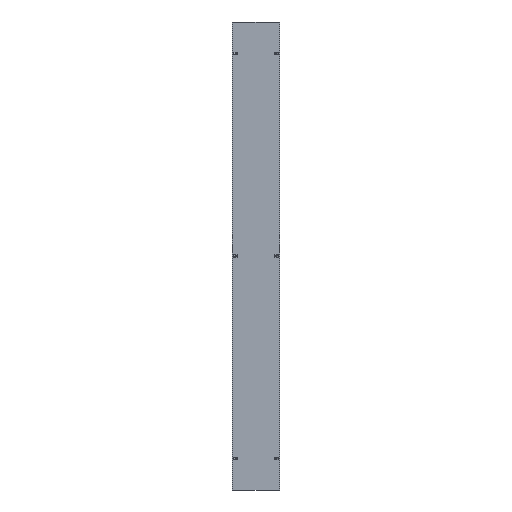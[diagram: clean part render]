
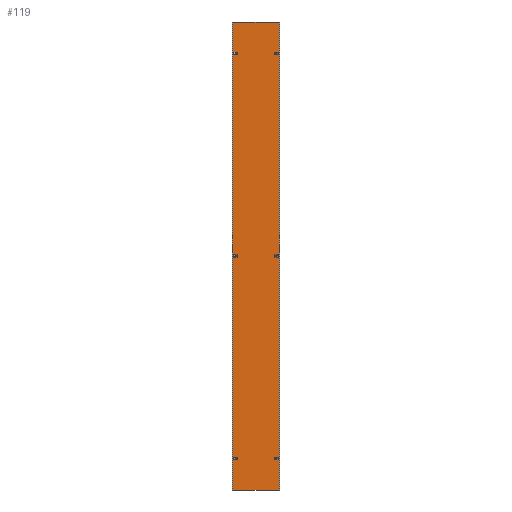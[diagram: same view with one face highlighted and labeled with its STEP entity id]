
A CAD part, front view. The second image highlights one B-rep face of the part: STEP entity #119.
In plain terms, the highlighted planar face has unit normal (0, -1, 0).
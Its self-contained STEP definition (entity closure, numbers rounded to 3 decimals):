
#75=FACE_BOUND('',#1480,.T.);
#76=FACE_BOUND('',#1481,.T.);
#77=FACE_BOUND('',#1482,.T.);
#78=FACE_BOUND('',#1483,.T.);
#79=FACE_BOUND('',#1484,.T.);
#80=FACE_BOUND('',#1485,.T.);
#119=ADVANCED_FACE('',(#799,#75,#76,#77,#78,#79,#80),#11376,.T.);
#799=FACE_OUTER_BOUND('',#1479,.T.);
#1479=EDGE_LOOP('',(#2223,#2224,#2225,#2226));
#1480=EDGE_LOOP('',(#2227,#2228));
#1481=EDGE_LOOP('',(#2229,#2230));
#1482=EDGE_LOOP('',(#2231,#2232));
#1483=EDGE_LOOP('',(#2233,#2234));
#1484=EDGE_LOOP('',(#2235,#2236));
#1485=EDGE_LOOP('',(#2237,#2238));
#2223=ORIENTED_EDGE('',*,*,#5993,.T.);
#2224=ORIENTED_EDGE('',*,*,#5980,.F.);
#2225=ORIENTED_EDGE('',*,*,#5994,.T.);
#2226=ORIENTED_EDGE('',*,*,#5991,.F.);
#2227=ORIENTED_EDGE('',*,*,#6016,.T.);
#2228=ORIENTED_EDGE('',*,*,#6011,.T.);
#2229=ORIENTED_EDGE('',*,*,#6032,.T.);
#2230=ORIENTED_EDGE('',*,*,#6035,.T.);
#2231=ORIENTED_EDGE('',*,*,#6006,.T.);
#2232=ORIENTED_EDGE('',*,*,#5995,.T.);
#2233=ORIENTED_EDGE('',*,*,#6027,.T.);
#2234=ORIENTED_EDGE('',*,*,#6029,.T.);
#2235=ORIENTED_EDGE('',*,*,#6002,.T.);
#2236=ORIENTED_EDGE('',*,*,#6004,.T.);
#2237=ORIENTED_EDGE('',*,*,#6021,.T.);
#2238=ORIENTED_EDGE('',*,*,#6026,.T.);
#5980=EDGE_CURVE('',#9773,#9762,#7873,.T.);
#5991=EDGE_CURVE('',#9784,#9785,#7881,.T.);
#5993=EDGE_CURVE('',#9784,#9762,#7882,.T.);
#5994=EDGE_CURVE('',#9773,#9785,#7883,.T.);
#5995=EDGE_CURVE('',#9790,#9791,#8564,.T.);
#6002=EDGE_CURVE('',#9795,#9794,#8569,.T.);
#6004=EDGE_CURVE('',#9794,#9795,#8571,.T.);
#6006=EDGE_CURVE('',#9791,#9790,#8573,.T.);
#6011=EDGE_CURVE('',#9786,#9787,#8578,.T.);
#6016=EDGE_CURVE('',#9787,#9786,#8583,.T.);
#6021=EDGE_CURVE('',#9797,#9796,#8584,.T.);
#6026=EDGE_CURVE('',#9796,#9797,#8589,.T.);
#6027=EDGE_CURVE('',#9793,#9792,#8590,.T.);
#6029=EDGE_CURVE('',#9792,#9793,#8592,.T.);
#6032=EDGE_CURVE('',#9789,#9788,#8595,.T.);
#6035=EDGE_CURVE('',#9788,#9789,#8598,.T.);
#7873=B_SPLINE_CURVE_WITH_KNOTS('',1,(#12693,#12694),.UNSPECIFIED.,.F.,
 .F.,(2,2),(-198.,0.),.UNSPECIFIED.);
#7881=B_SPLINE_CURVE_WITH_KNOTS('',1,(#12718,#12719),.UNSPECIFIED.,.F.,
 .F.,(2,2),(0.,198.),.UNSPECIFIED.);
#7882=B_SPLINE_CURVE_WITH_KNOTS('',1,(#12723,#12724),.UNSPECIFIED.,.F.,
 .F.,(2,2),(-3000.,0.),.UNSPECIFIED.);
#7883=B_SPLINE_CURVE_WITH_KNOTS('',1,(#12725,#12726),.UNSPECIFIED.,.F.,
 .F.,(2,2),(0.,3000.),.UNSPECIFIED.);
#8564=(
BOUNDED_CURVE()
B_SPLINE_CURVE(2,(#12727,#12728,#12729,#12730,#12731),.UNSPECIFIED.,.F.,
 .F.)
B_SPLINE_CURVE_WITH_KNOTS((3,2,3),(0.,9.66,19.321),
 .UNSPECIFIED.)
CURVE()
GEOMETRIC_REPRESENTATION_ITEM()
RATIONAL_B_SPLINE_CURVE((1.,0.707,1.,0.707,1.))
REPRESENTATION_ITEM('')
);
#8569=(
BOUNDED_CURVE()
B_SPLINE_CURVE(2,(#12753,#12754,#12755,#12756,#12757),.UNSPECIFIED.,.F.,
 .F.)
B_SPLINE_CURVE_WITH_KNOTS((3,2,3),(-19.321,-9.66,
0.),.UNSPECIFIED.)
CURVE()
GEOMETRIC_REPRESENTATION_ITEM()
RATIONAL_B_SPLINE_CURVE((1.,0.707,1.,0.707,1.))
REPRESENTATION_ITEM('')
);
#8571=(
BOUNDED_CURVE()
B_SPLINE_CURVE(2,(#12760,#12761,#12762,#12763,#12764),.UNSPECIFIED.,.F.,
 .F.)
B_SPLINE_CURVE_WITH_KNOTS((3,2,3),(-19.321,-9.66,
0.),.UNSPECIFIED.)
CURVE()
GEOMETRIC_REPRESENTATION_ITEM()
RATIONAL_B_SPLINE_CURVE((1.,0.707,1.,0.707,1.))
REPRESENTATION_ITEM('')
);
#8573=(
BOUNDED_CURVE()
B_SPLINE_CURVE(2,(#12770,#12771,#12772,#12773,#12774),.UNSPECIFIED.,.F.,
 .F.)
B_SPLINE_CURVE_WITH_KNOTS((3,2,3),(0.,9.66,19.321),
 .UNSPECIFIED.)
CURVE()
GEOMETRIC_REPRESENTATION_ITEM()
RATIONAL_B_SPLINE_CURVE((1.,0.707,1.,0.707,1.))
REPRESENTATION_ITEM('')
);
#8578=(
BOUNDED_CURVE()
B_SPLINE_CURVE(2,(#12789,#12790,#12791,#12792,#12793),.UNSPECIFIED.,.F.,
 .F.)
B_SPLINE_CURVE_WITH_KNOTS((3,2,3),(0.,9.66,19.321),
 .UNSPECIFIED.)
CURVE()
GEOMETRIC_REPRESENTATION_ITEM()
RATIONAL_B_SPLINE_CURVE((1.,0.707,1.,0.707,1.))
REPRESENTATION_ITEM('')
);
#8583=(
BOUNDED_CURVE()
B_SPLINE_CURVE(2,(#12808,#12809,#12810,#12811,#12812),.UNSPECIFIED.,.F.,
 .F.)
B_SPLINE_CURVE_WITH_KNOTS((3,2,3),(0.,9.66,19.321),
 .UNSPECIFIED.)
CURVE()
GEOMETRIC_REPRESENTATION_ITEM()
RATIONAL_B_SPLINE_CURVE((1.,0.707,1.,0.707,1.))
REPRESENTATION_ITEM('')
);
#8584=(
BOUNDED_CURVE()
B_SPLINE_CURVE(2,(#12821,#12822,#12823,#12824,#12825),.UNSPECIFIED.,.F.,
 .F.)
B_SPLINE_CURVE_WITH_KNOTS((3,2,3),(0.,9.66,19.321),
 .UNSPECIFIED.)
CURVE()
GEOMETRIC_REPRESENTATION_ITEM()
RATIONAL_B_SPLINE_CURVE((1.,0.707,1.,0.707,1.))
REPRESENTATION_ITEM('')
);
#8589=(
BOUNDED_CURVE()
B_SPLINE_CURVE(2,(#12840,#12841,#12842,#12843,#12844),.UNSPECIFIED.,.F.,
 .F.)
B_SPLINE_CURVE_WITH_KNOTS((3,2,3),(0.,9.66,19.321),
 .UNSPECIFIED.)
CURVE()
GEOMETRIC_REPRESENTATION_ITEM()
RATIONAL_B_SPLINE_CURVE((1.,0.707,1.,0.707,1.))
REPRESENTATION_ITEM('')
);
#8590=(
BOUNDED_CURVE()
B_SPLINE_CURVE(2,(#12845,#12846,#12847,#12848,#12849),.UNSPECIFIED.,.F.,
 .F.)
B_SPLINE_CURVE_WITH_KNOTS((3,2,3),(-19.321,-9.66,
0.),.UNSPECIFIED.)
CURVE()
GEOMETRIC_REPRESENTATION_ITEM()
RATIONAL_B_SPLINE_CURVE((1.,0.707,1.,0.707,1.))
REPRESENTATION_ITEM('')
);
#8592=(
BOUNDED_CURVE()
B_SPLINE_CURVE(2,(#12852,#12853,#12854,#12855,#12856),.UNSPECIFIED.,.F.,
 .F.)
B_SPLINE_CURVE_WITH_KNOTS((3,2,3),(-19.321,-9.66,
0.),.UNSPECIFIED.)
CURVE()
GEOMETRIC_REPRESENTATION_ITEM()
RATIONAL_B_SPLINE_CURVE((1.,0.707,1.,0.707,1.))
REPRESENTATION_ITEM('')
);
#8595=(
BOUNDED_CURVE()
B_SPLINE_CURVE(2,(#12861,#12862,#12863,#12864,#12865),.UNSPECIFIED.,.F.,
 .F.)
B_SPLINE_CURVE_WITH_KNOTS((3,2,3),(-19.321,-9.66,
0.),.UNSPECIFIED.)
CURVE()
GEOMETRIC_REPRESENTATION_ITEM()
RATIONAL_B_SPLINE_CURVE((1.,0.707,1.,0.707,1.))
REPRESENTATION_ITEM('')
);
#8598=(
BOUNDED_CURVE()
B_SPLINE_CURVE(2,(#12873,#12874,#12875,#12876,#12877),.UNSPECIFIED.,.F.,
 .F.)
B_SPLINE_CURVE_WITH_KNOTS((3,2,3),(-19.321,-9.66,
0.),.UNSPECIFIED.)
CURVE()
GEOMETRIC_REPRESENTATION_ITEM()
RATIONAL_B_SPLINE_CURVE((1.,0.707,1.,0.707,1.))
REPRESENTATION_ITEM('')
);
#9762=VERTEX_POINT('',#12622);
#9773=VERTEX_POINT('',#12633);
#9784=VERTEX_POINT('',#12644);
#9785=VERTEX_POINT('',#12645);
#9786=VERTEX_POINT('',#12646);
#9787=VERTEX_POINT('',#12647);
#9788=VERTEX_POINT('',#12648);
#9789=VERTEX_POINT('',#12649);
#9790=VERTEX_POINT('',#12650);
#9791=VERTEX_POINT('',#12651);
#9792=VERTEX_POINT('',#12652);
#9793=VERTEX_POINT('',#12653);
#9794=VERTEX_POINT('',#12654);
#9795=VERTEX_POINT('',#12655);
#9796=VERTEX_POINT('',#12656);
#9797=VERTEX_POINT('',#12657);
#11376=PLANE('',#11715);
#11715=AXIS2_PLACEMENT_3D('',#12326,#12020,$);
#12020=DIRECTION('',(0.,-1.,0.));
#12326=CARTESIAN_POINT('',(-149.,0.,0.));
#12622=CARTESIAN_POINT('',(-149.,0.,-3000.));
#12633=CARTESIAN_POINT('',(149.,0.,-3000.));
#12644=CARTESIAN_POINT('',(-149.,0.,0.));
#12645=CARTESIAN_POINT('',(149.,0.,0.));
#12646=CARTESIAN_POINT('',(-119.35,0.,-200.));
#12647=CARTESIAN_POINT('',(-131.65,0.,-200.));
#12648=CARTESIAN_POINT('',(119.35,0.,-200.));
#12649=CARTESIAN_POINT('',(131.65,0.,-200.));
#12650=CARTESIAN_POINT('',(-131.65,0.,-1500.));
#12651=CARTESIAN_POINT('',(-119.35,0.,-1500.));
#12652=CARTESIAN_POINT('',(119.35,0.,-1500.));
#12653=CARTESIAN_POINT('',(131.65,0.,-1500.));
#12654=CARTESIAN_POINT('',(-119.35,0.,-2800.));
#12655=CARTESIAN_POINT('',(-131.65,0.,-2800.));
#12656=CARTESIAN_POINT('',(131.65,0.,-2800.));
#12657=CARTESIAN_POINT('',(119.35,0.,-2800.));
#12693=CARTESIAN_POINT('',(149.,0.,-3000.));
#12694=CARTESIAN_POINT('',(-149.,0.,-3000.));
#12718=CARTESIAN_POINT('',(-149.,0.,0.));
#12719=CARTESIAN_POINT('',(149.,0.,0.));
#12723=CARTESIAN_POINT('',(-149.,0.,0.));
#12724=CARTESIAN_POINT('',(-149.,0.,-3000.));
#12725=CARTESIAN_POINT('',(149.,0.,-3000.));
#12726=CARTESIAN_POINT('',(149.,0.,0.));
#12727=CARTESIAN_POINT('',(-131.65,0.,-1500.));
#12728=CARTESIAN_POINT('',(-131.65,0.,-1493.85));
#12729=CARTESIAN_POINT('',(-125.5,0.,-1493.85));
#12730=CARTESIAN_POINT('',(-119.35,0.,-1493.85));
#12731=CARTESIAN_POINT('',(-119.35,0.,-1500.));
#12753=CARTESIAN_POINT('',(-131.65,0.,-2800.));
#12754=CARTESIAN_POINT('',(-131.65,0.,-2793.85));
#12755=CARTESIAN_POINT('',(-125.5,0.,-2793.85));
#12756=CARTESIAN_POINT('',(-119.35,0.,-2793.85));
#12757=CARTESIAN_POINT('',(-119.35,0.,-2800.));
#12760=CARTESIAN_POINT('',(-119.35,0.,-2800.));
#12761=CARTESIAN_POINT('',(-119.35,0.,-2806.15));
#12762=CARTESIAN_POINT('',(-125.5,0.,-2806.15));
#12763=CARTESIAN_POINT('',(-131.65,0.,-2806.15));
#12764=CARTESIAN_POINT('',(-131.65,0.,-2800.));
#12770=CARTESIAN_POINT('',(-119.35,0.,-1500.));
#12771=CARTESIAN_POINT('',(-119.35,0.,-1506.15));
#12772=CARTESIAN_POINT('',(-125.5,0.,-1506.15));
#12773=CARTESIAN_POINT('',(-131.65,0.,-1506.15));
#12774=CARTESIAN_POINT('',(-131.65,0.,-1500.));
#12789=CARTESIAN_POINT('',(-119.35,0.,-200.));
#12790=CARTESIAN_POINT('',(-119.35,0.,-206.15));
#12791=CARTESIAN_POINT('',(-125.5,0.,-206.15));
#12792=CARTESIAN_POINT('',(-131.65,0.,-206.15));
#12793=CARTESIAN_POINT('',(-131.65,0.,-200.));
#12808=CARTESIAN_POINT('',(-131.65,0.,-200.));
#12809=CARTESIAN_POINT('',(-131.65,0.,-193.85));
#12810=CARTESIAN_POINT('',(-125.5,0.,-193.85));
#12811=CARTESIAN_POINT('',(-119.35,0.,-193.85));
#12812=CARTESIAN_POINT('',(-119.35,0.,-200.));
#12821=CARTESIAN_POINT('',(119.35,0.,-2800.));
#12822=CARTESIAN_POINT('',(119.35,0.,-2793.85));
#12823=CARTESIAN_POINT('',(125.5,0.,-2793.85));
#12824=CARTESIAN_POINT('',(131.65,0.,-2793.85));
#12825=CARTESIAN_POINT('',(131.65,0.,-2800.));
#12840=CARTESIAN_POINT('',(131.65,0.,-2800.));
#12841=CARTESIAN_POINT('',(131.65,0.,-2806.15));
#12842=CARTESIAN_POINT('',(125.5,0.,-2806.15));
#12843=CARTESIAN_POINT('',(119.35,0.,-2806.15));
#12844=CARTESIAN_POINT('',(119.35,0.,-2800.));
#12845=CARTESIAN_POINT('',(131.65,0.,-1500.));
#12846=CARTESIAN_POINT('',(131.65,0.,-1506.15));
#12847=CARTESIAN_POINT('',(125.5,0.,-1506.15));
#12848=CARTESIAN_POINT('',(119.35,0.,-1506.15));
#12849=CARTESIAN_POINT('',(119.35,0.,-1500.));
#12852=CARTESIAN_POINT('',(119.35,0.,-1500.));
#12853=CARTESIAN_POINT('',(119.35,0.,-1493.85));
#12854=CARTESIAN_POINT('',(125.5,0.,-1493.85));
#12855=CARTESIAN_POINT('',(131.65,0.,-1493.85));
#12856=CARTESIAN_POINT('',(131.65,0.,-1500.));
#12861=CARTESIAN_POINT('',(131.65,0.,-200.));
#12862=CARTESIAN_POINT('',(131.65,0.,-206.15));
#12863=CARTESIAN_POINT('',(125.5,0.,-206.15));
#12864=CARTESIAN_POINT('',(119.35,0.,-206.15));
#12865=CARTESIAN_POINT('',(119.35,0.,-200.));
#12873=CARTESIAN_POINT('',(119.35,0.,-200.));
#12874=CARTESIAN_POINT('',(119.35,0.,-193.85));
#12875=CARTESIAN_POINT('',(125.5,0.,-193.85));
#12876=CARTESIAN_POINT('',(131.65,0.,-193.85));
#12877=CARTESIAN_POINT('',(131.65,0.,-200.));
